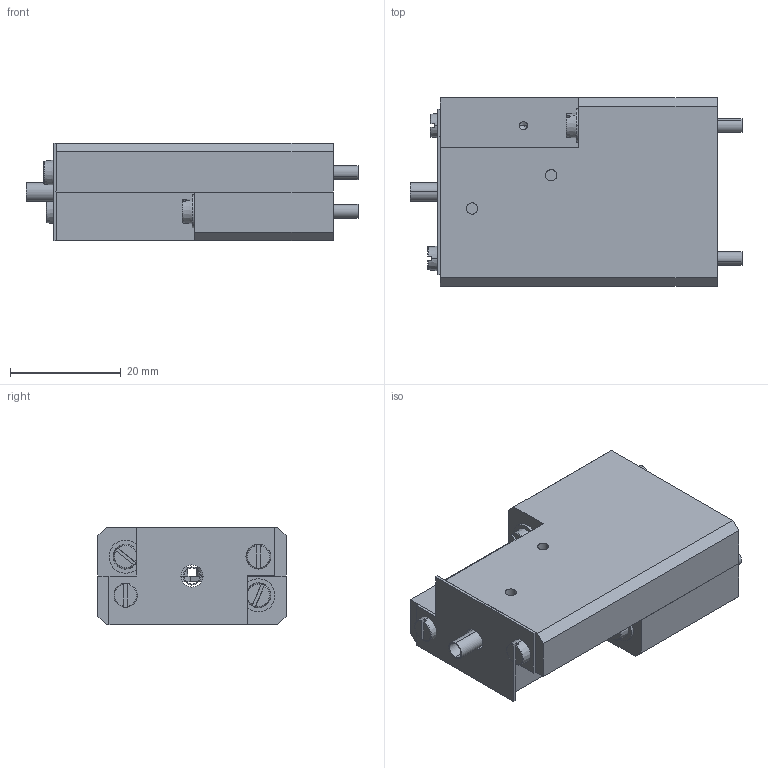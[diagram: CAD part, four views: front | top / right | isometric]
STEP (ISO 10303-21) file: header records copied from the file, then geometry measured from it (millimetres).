
FILE_DESCRIPTION (( 'STEP AP214' ), '1' );
FILE_NAME ('267-HSG-CON12K.STEP', '2016-03-14T10:35:12', ( 'allectra' ), ( 'Microsoft' ), 'SwSTEP 2.0', 'SolidWorks 2014', '' );
FILE_SCHEMA (( 'AUTOMOTIVE_DESIGN' ));
Length unit declared in the file: millimetre
Products named in the file (22): 9211-SR-UHV; 9267-HSG-CON12K; 267-HSG-CON12K; 9316-BRAID3_for 267-HSG-CON12K; Washer DIN 125 - A 2.7_Washer DIN 125 - A 2.7; ISO 1207 - M2.5 x 5 --- 5N_ISO 1207 - M2.5 x 5 --- 5N; ISO 1207 - M2.5 x 30 --- 30N_ISO 1207 - M2.5 x 30 --- 30N; ISO 1207 - M2.5 x 8 --- 8N_ISO 1207 - M2.5 x 8 --- 8N; 9267-HSG-CON12K-PL; Washer DIN 125 - A 2.7; ISO 1207 - M2.5 x 5 --- 5N; 9316-BRAID3; ISO 1207 - M2.5 x 30 --- 30N; ISO 1207 - M2.5 x 8 --- 8N
Assembly tree (13 placements, depth 2):
  9211-SR-UHV
  9267-HSG-CON12K
  9267-HSG-CON12K
  267-HSG-CON12K
    9267-HSG-CON12K  x2
    9211-SR-UHV
    9267-HSG-CON12K-PL
    ISO 1207 - M2.5 x 8 --- 8N_ISO 1207 - M2.5 x 8 --- 8N  x2
    ISO 1207 - M2.5 x 30 --- 30N_ISO 1207 - M2.5 x 30 --- 30N  x2
    ISO 1207 - M2.5 x 5 --- 5N_ISO 1207 - M2.5 x 5 --- 5N  x2
    Washer DIN 125 - A 2.7_Washer DIN 125 - A 2.7  x2
    9316-BRAID3_for 267-HSG-CON12K
  Washer DIN 125 - A 2.7
Bounding box: 60 x 34 x 17.6 mm (x, y, z)
Volume: 13699.2 mm3; surface area: 12614.1 mm2
Topology: 13 solids, 13 shells, 219 faces, 547 edges, 356 vertices
Faces by surface type: plane 106, cylinder 83, cone 16, torus 12, bspline 2
Entity records: 4745 total; most frequent: CARTESIAN_POINT 1042, DIRECTION 695, ORIENTED_EDGE 624, EDGE_CURVE 312, AXIS2_PLACEMENT_3D 270, VERTEX_POINT 205, VECTOR 155, LINE 155
